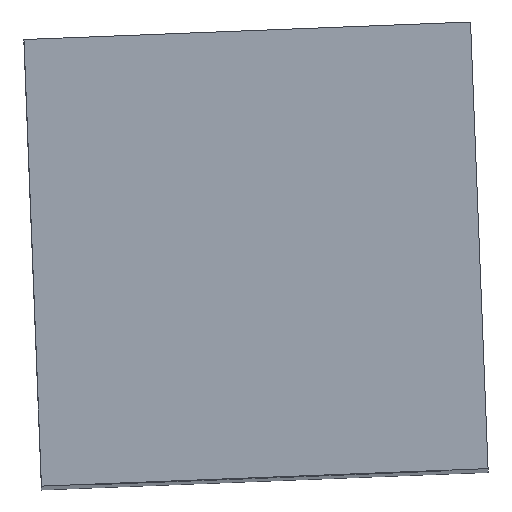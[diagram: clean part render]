
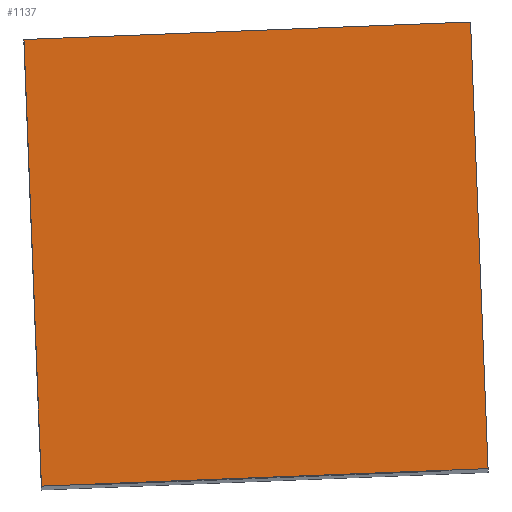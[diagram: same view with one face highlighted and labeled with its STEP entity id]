
A CAD part, top view. The second image highlights one B-rep face of the part: STEP entity #1137.
In plain terms, the highlighted planar face has unit normal (0, 0, 1).
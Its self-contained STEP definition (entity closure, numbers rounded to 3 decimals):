
#37=PLANE('',#1239);
#111=FACE_OUTER_BOUND('',#182,.T.);
#182=EDGE_LOOP('',(#1024,#1025,#1026,#1027));
#339=LINE('',#3344,#399);
#345=LINE('',#5318,#405);
#354=LINE('',#7647,#414);
#356=LINE('',#7650,#416);
#399=VECTOR('',#1395,10.);
#405=VECTOR('',#1411,10.);
#414=VECTOR('',#1450,10.);
#416=VECTOR('',#1454,10.);
#508=VERTEX_POINT('',#3341);
#509=VERTEX_POINT('',#3343);
#516=VERTEX_POINT('',#5315);
#517=VERTEX_POINT('',#5317);
#654=EDGE_CURVE('',#509,#508,#339,.T.);
#670=EDGE_CURVE('',#517,#516,#345,.T.);
#692=EDGE_CURVE('',#516,#509,#354,.T.);
#694=EDGE_CURVE('',#508,#517,#356,.T.);
#1024=ORIENTED_EDGE('',*,*,#654,.T.);
#1025=ORIENTED_EDGE('',*,*,#694,.T.);
#1026=ORIENTED_EDGE('',*,*,#670,.T.);
#1027=ORIENTED_EDGE('',*,*,#692,.T.);
#1137=ADVANCED_FACE('',(#111),#37,.T.);
#1239=AXIS2_PLACEMENT_3D('',#7652,#1457,#1458);
#1395=DIRECTION('',(-0.039,0.999,0.));
#1411=DIRECTION('',(0.039,-0.999,0.));
#1450=DIRECTION('',(0.999,0.039,0.));
#1454=DIRECTION('',(-0.999,-0.039,0.));
#1457=DIRECTION('center_axis',(0.,0.,
1.));
#1458=DIRECTION('ref_axis',(-0.999,-0.039,0.));
#3341=CARTESIAN_POINT('',(5.152,14.951,61.404));
#3343=CARTESIAN_POINT('',(5.466,6.957,61.404));
#3344=CARTESIAN_POINT('',(5.152,14.951,61.404));
#5315=CARTESIAN_POINT('',(-2.528,6.644,61.404));
#5317=CARTESIAN_POINT('',(-2.842,14.637,61.404));
#5318=CARTESIAN_POINT('',(-2.528,6.644,61.404));
#7647=CARTESIAN_POINT('',(5.466,6.957,61.404));
#7650=CARTESIAN_POINT('',(-2.842,14.637,61.404));
#7652=CARTESIAN_POINT('Origin',(1.312,10.797,61.404));
